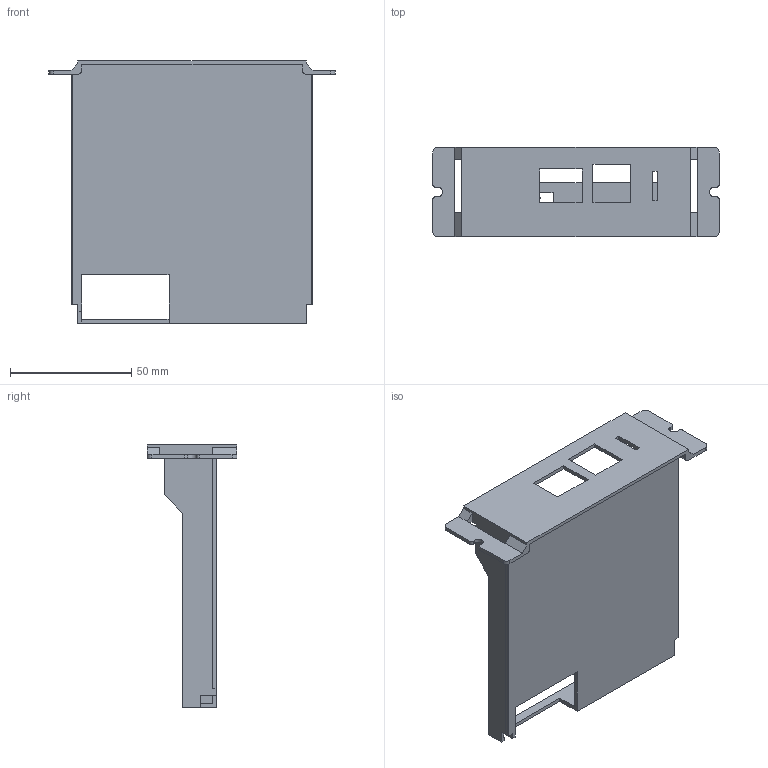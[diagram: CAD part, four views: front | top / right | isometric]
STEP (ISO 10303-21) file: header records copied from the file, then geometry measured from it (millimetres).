
FILE_DESCRIPTION(/* description */ (''),/* implementation_level */ '2;1');
FILE_NAME(/* name */ 'SmartSlot-final.step',/* time_stamp */ '2020-05-12T15:40:22+10:00',/* author */ (''),/* organization */ (''),/* preprocessor_version */ 'ST-DEVELOPER v18.1',/* originating_system */ 'Autodesk Translation Framework v9.2.0.1227',/* authorisation */ '');
FILE_SCHEMA (('AUTOMOTIVE_DESIGN { 1 0 10303 214 3 1 1 }'));
Length unit declared in the file: millimetre
Products named in the file (1): Untitled
Bounding box: 118 x 37 x 108.2 mm (x, y, z)
Volume: 29137.4 mm3; surface area: 37709.5 mm2
Topology: 1 solids, 1 shells, 151 faces, 449 edges, 299 vertices
Faces by surface type: plane 137, cylinder 14
Entity records: 5043 total; most frequent: CARTESIAN_POINT 900, ORIENTED_EDGE 898, DIRECTION 784, EDGE_CURVE 449, LINE 418, VECTOR 418, VERTEX_POINT 299, AXIS2_PLACEMENT_3D 183
